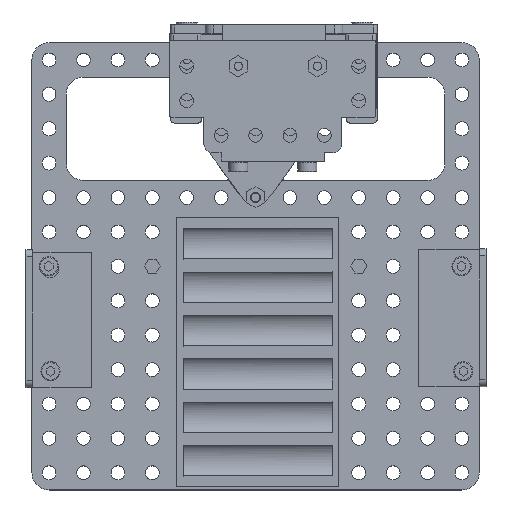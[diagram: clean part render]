
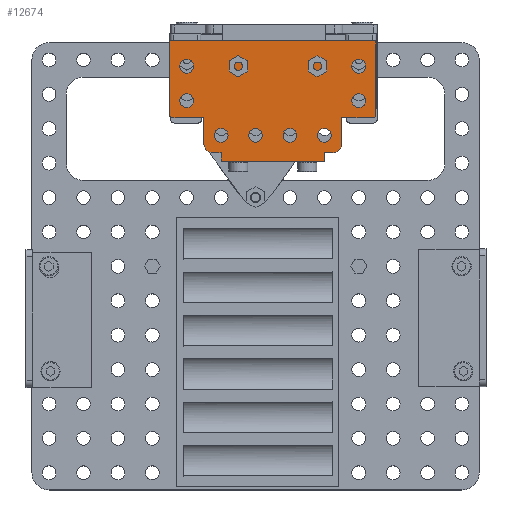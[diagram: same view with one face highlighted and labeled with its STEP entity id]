
A CAD part, top view. The second image highlights one B-rep face of the part: STEP entity #12674.
In plain terms, the highlighted face is planar.
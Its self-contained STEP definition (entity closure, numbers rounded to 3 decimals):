
#524=FACE_BOUND('',#2396,.T.);
#525=FACE_BOUND('',#2397,.T.);
#526=FACE_BOUND('',#2398,.T.);
#527=FACE_BOUND('',#2399,.T.);
#528=FACE_BOUND('',#2400,.T.);
#529=FACE_BOUND('',#2401,.T.);
#530=FACE_BOUND('',#2402,.T.);
#531=FACE_BOUND('',#2403,.T.);
#901=CIRCLE('',#13467,1.);
#902=CIRCLE('',#13468,2.5);
#903=CIRCLE('',#13469,2.5);
#904=CIRCLE('',#13470,1.);
#905=CIRCLE('',#13471,2.);
#906=CIRCLE('',#13472,2.);
#907=CIRCLE('',#13473,2.);
#908=CIRCLE('',#13474,2.);
#909=CIRCLE('',#13475,2.);
#910=CIRCLE('',#13476,2.);
#911=CIRCLE('',#13477,2.);
#912=CIRCLE('',#13478,2.);
#1683=FACE_OUTER_BOUND('',#2395,.T.);
#2395=EDGE_LOOP('',(#8670,#8671,#8672,#8673,#8674,#8675,#8676,#8677,#8678,
#8679,#8680,#8681,#8682,#8683,#8684,#8685,#8686,#8687,#8688,#8689));
#2396=EDGE_LOOP('',(#8690));
#2397=EDGE_LOOP('',(#8691));
#2398=EDGE_LOOP('',(#8692));
#2399=EDGE_LOOP('',(#8693));
#2400=EDGE_LOOP('',(#8694));
#2401=EDGE_LOOP('',(#8695));
#2402=EDGE_LOOP('',(#8696));
#2403=EDGE_LOOP('',(#8697));
#3480=LINE('',#19008,#4525);
#3486=LINE('',#19020,#4531);
#3487=LINE('',#19023,#4532);
#3491=LINE('',#19030,#4536);
#3496=LINE('',#19040,#4541);
#3499=LINE('',#19046,#4544);
#3500=LINE('',#19048,#4545);
#3501=LINE('',#19052,#4546);
#3502=LINE('',#19054,#4547);
#3503=LINE('',#19058,#4548);
#3504=LINE('',#19060,#4549);
#3505=LINE('',#19062,#4550);
#3506=LINE('',#19064,#4551);
#3507=LINE('',#19066,#4552);
#3508=LINE('',#19070,#4553);
#3509=LINE('',#19072,#4554);
#4525=VECTOR('',#14965,10.);
#4531=VECTOR('',#14973,10.);
#4532=VECTOR('',#14976,10.);
#4536=VECTOR('',#14982,10.);
#4541=VECTOR('',#14989,10.);
#4544=VECTOR('',#14994,10.);
#4545=VECTOR('',#14995,10.);
#4546=VECTOR('',#14998,10.);
#4547=VECTOR('',#14999,10.);
#4548=VECTOR('',#15002,10.);
#4549=VECTOR('',#15003,10.);
#4550=VECTOR('',#15004,10.);
#4551=VECTOR('',#15005,10.);
#4552=VECTOR('',#15006,10.);
#4553=VECTOR('',#15009,10.);
#4554=VECTOR('',#15010,10.);
#5569=VERTEX_POINT('',#19004);
#5571=VERTEX_POINT('',#19007);
#5574=VERTEX_POINT('',#19014);
#5576=VERTEX_POINT('',#19018);
#5577=VERTEX_POINT('',#19022);
#5583=VERTEX_POINT('',#19039);
#5585=VERTEX_POINT('',#19045);
#5586=VERTEX_POINT('',#19047);
#5587=VERTEX_POINT('',#19049);
#5588=VERTEX_POINT('',#19051);
#5589=VERTEX_POINT('',#19053);
#5590=VERTEX_POINT('',#19055);
#5591=VERTEX_POINT('',#19057);
#5592=VERTEX_POINT('',#19059);
#5593=VERTEX_POINT('',#19061);
#5594=VERTEX_POINT('',#19063);
#5595=VERTEX_POINT('',#19065);
#5596=VERTEX_POINT('',#19067);
#5597=VERTEX_POINT('',#19069);
#5598=VERTEX_POINT('',#19071);
#5599=VERTEX_POINT('',#19074);
#5600=VERTEX_POINT('',#19076);
#5601=VERTEX_POINT('',#19078);
#5602=VERTEX_POINT('',#19080);
#5603=VERTEX_POINT('',#19082);
#5604=VERTEX_POINT('',#19084);
#5605=VERTEX_POINT('',#19086);
#5606=VERTEX_POINT('',#19088);
#6801=EDGE_CURVE('',#5569,#5571,#3480,.T.);
#6807=EDGE_CURVE('',#5576,#5574,#3486,.T.);
#6808=EDGE_CURVE('',#5577,#5576,#3487,.T.);
#6812=EDGE_CURVE('',#5571,#5577,#3491,.T.);
#6817=EDGE_CURVE('',#5583,#5574,#3496,.T.);
#6820=EDGE_CURVE('',#5569,#5585,#3499,.T.);
#6821=EDGE_CURVE('',#5585,#5586,#3500,.T.);
#6822=EDGE_CURVE('',#5587,#5586,#901,.T.);
#6823=EDGE_CURVE('',#5588,#5587,#3501,.T.);
#6824=EDGE_CURVE('',#5589,#5588,#3502,.T.);
#6825=EDGE_CURVE('',#5590,#5589,#902,.T.);
#6826=EDGE_CURVE('',#5590,#5591,#3503,.T.);
#6827=EDGE_CURVE('',#5592,#5591,#3504,.T.);
#6828=EDGE_CURVE('',#5593,#5592,#3505,.T.);
#6829=EDGE_CURVE('',#5594,#5593,#3506,.T.);
#6830=EDGE_CURVE('',#5594,#5595,#3507,.T.);
#6831=EDGE_CURVE('',#5596,#5595,#903,.T.);
#6832=EDGE_CURVE('',#5597,#5596,#3508,.T.);
#6833=EDGE_CURVE('',#5598,#5597,#3509,.T.);
#6834=EDGE_CURVE('',#5583,#5598,#904,.T.);
#6835=EDGE_CURVE('',#5599,#5599,#905,.T.);
#6836=EDGE_CURVE('',#5600,#5600,#906,.T.);
#6837=EDGE_CURVE('',#5601,#5601,#907,.T.);
#6838=EDGE_CURVE('',#5602,#5602,#908,.T.);
#6839=EDGE_CURVE('',#5603,#5603,#909,.T.);
#6840=EDGE_CURVE('',#5604,#5604,#910,.T.);
#6841=EDGE_CURVE('',#5605,#5605,#911,.T.);
#6842=EDGE_CURVE('',#5606,#5606,#912,.T.);
#8670=ORIENTED_EDGE('',*,*,#6807,.F.);
#8671=ORIENTED_EDGE('',*,*,#6808,.F.);
#8672=ORIENTED_EDGE('',*,*,#6812,.F.);
#8673=ORIENTED_EDGE('',*,*,#6801,.F.);
#8674=ORIENTED_EDGE('',*,*,#6820,.T.);
#8675=ORIENTED_EDGE('',*,*,#6821,.T.);
#8676=ORIENTED_EDGE('',*,*,#6822,.F.);
#8677=ORIENTED_EDGE('',*,*,#6823,.F.);
#8678=ORIENTED_EDGE('',*,*,#6824,.F.);
#8679=ORIENTED_EDGE('',*,*,#6825,.F.);
#8680=ORIENTED_EDGE('',*,*,#6826,.T.);
#8681=ORIENTED_EDGE('',*,*,#6827,.F.);
#8682=ORIENTED_EDGE('',*,*,#6828,.F.);
#8683=ORIENTED_EDGE('',*,*,#6829,.F.);
#8684=ORIENTED_EDGE('',*,*,#6830,.T.);
#8685=ORIENTED_EDGE('',*,*,#6831,.F.);
#8686=ORIENTED_EDGE('',*,*,#6832,.F.);
#8687=ORIENTED_EDGE('',*,*,#6833,.F.);
#8688=ORIENTED_EDGE('',*,*,#6834,.F.);
#8689=ORIENTED_EDGE('',*,*,#6817,.T.);
#8690=ORIENTED_EDGE('',*,*,#6835,.F.);
#8691=ORIENTED_EDGE('',*,*,#6836,.F.);
#8692=ORIENTED_EDGE('',*,*,#6837,.F.);
#8693=ORIENTED_EDGE('',*,*,#6838,.F.);
#8694=ORIENTED_EDGE('',*,*,#6839,.F.);
#8695=ORIENTED_EDGE('',*,*,#6840,.F.);
#8696=ORIENTED_EDGE('',*,*,#6841,.F.);
#8697=ORIENTED_EDGE('',*,*,#6842,.F.);
#12343=PLANE('',#13466);
#12674=ADVANCED_FACE('',(#1683,#524,#525,#526,#527,#528,#529,#530,#531),
#12343,.F.);
#13466=AXIS2_PLACEMENT_3D('',#19044,#14992,#14993);
#13467=AXIS2_PLACEMENT_3D('',#19050,#14996,#14997);
#13468=AXIS2_PLACEMENT_3D('',#19056,#15000,#15001);
#13469=AXIS2_PLACEMENT_3D('',#19068,#15007,#15008);
#13470=AXIS2_PLACEMENT_3D('',#19073,#15011,#15012);
#13471=AXIS2_PLACEMENT_3D('',#19075,#15013,#15014);
#13472=AXIS2_PLACEMENT_3D('',#19077,#15015,#15016);
#13473=AXIS2_PLACEMENT_3D('',#19079,#15017,#15018);
#13474=AXIS2_PLACEMENT_3D('',#19081,#15019,#15020);
#13475=AXIS2_PLACEMENT_3D('',#19083,#15021,#15022);
#13476=AXIS2_PLACEMENT_3D('',#19085,#15023,#15024);
#13477=AXIS2_PLACEMENT_3D('',#19087,#15025,#15026);
#13478=AXIS2_PLACEMENT_3D('',#19089,#15027,#15028);
#14965=DIRECTION('',(0.,-1.,0.));
#14973=DIRECTION('',(-1.,0.,0.));
#14976=DIRECTION('',(0.,1.,0.));
#14982=DIRECTION('',(1.,0.,0.));
#14989=DIRECTION('',(0.,-1.,0.));
#14992=DIRECTION('center_axis',(0.,0.,1.));
#14993=DIRECTION('ref_axis',(1.,0.,0.));
#14994=DIRECTION('',(-1.,0.,0.));
#14995=DIRECTION('',(0.,1.,0.));
#14996=DIRECTION('center_axis',(0.,0.,1.));
#14997=DIRECTION('ref_axis',(0.,1.,0.));
#14998=DIRECTION('',(-1.,0.,0.));
#14999=DIRECTION('',(0.,-1.,0.));
#15000=DIRECTION('center_axis',(0.,0.,1.));
#15001=DIRECTION('ref_axis',(0.,1.,0.));
#15002=DIRECTION('',(1.,0.,0.));
#15003=DIRECTION('',(0.,-1.,0.));
#15004=DIRECTION('',(-1.,0.,0.));
#15005=DIRECTION('',(0.,1.,0.));
#15006=DIRECTION('',(1.,0.,0.));
#15007=DIRECTION('center_axis',(0.,0.,1.));
#15008=DIRECTION('ref_axis',(1.,0.,0.));
#15009=DIRECTION('',(0.,1.,0.));
#15010=DIRECTION('',(-1.,0.,0.));
#15011=DIRECTION('center_axis',(0.,0.,1.));
#15012=DIRECTION('ref_axis',(1.,0.,0.));
#15013=DIRECTION('center_axis',(0.,0.,-1.));
#15014=DIRECTION('ref_axis',(1.,0.,0.));
#15015=DIRECTION('center_axis',(0.,0.,-1.));
#15016=DIRECTION('ref_axis',(1.,0.,0.));
#15017=DIRECTION('center_axis',(0.,0.,-1.));
#15018=DIRECTION('ref_axis',(1.,0.,0.));
#15019=DIRECTION('center_axis',(0.,0.,-1.));
#15020=DIRECTION('ref_axis',(1.,0.,0.));
#15021=DIRECTION('center_axis',(0.,0.,-1.));
#15022=DIRECTION('ref_axis',(1.,0.,0.));
#15023=DIRECTION('center_axis',(0.,0.,-1.));
#15024=DIRECTION('ref_axis',(1.,0.,0.));
#15025=DIRECTION('center_axis',(0.,0.,-1.));
#15026=DIRECTION('ref_axis',(1.,0.,0.));
#15027=DIRECTION('center_axis',(0.,0.,-1.));
#15028=DIRECTION('ref_axis',(1.,0.,0.));
#19004=CARTESIAN_POINT('',(-39.992,9.,0.));
#19007=CARTESIAN_POINT('',(-39.992,6.5,0.));
#19008=CARTESIAN_POINT('',(-39.992,9.,0.));
#19014=CARTESIAN_POINT('',(20.,9.,0.));
#19018=CARTESIAN_POINT('',(20.008,9.,0.));
#19020=CARTESIAN_POINT('',(20.008,9.,0.));
#19022=CARTESIAN_POINT('',(20.008,6.5,0.));
#19023=CARTESIAN_POINT('',(20.008,6.5,0.));
#19030=CARTESIAN_POINT('',(-39.992,6.5,0.));
#19039=CARTESIAN_POINT('',(20.,27.9,0.));
#19040=CARTESIAN_POINT('',(20.,27.9,0.));
#19044=CARTESIAN_POINT('Origin',(-10.,24.,0.));
#19045=CARTESIAN_POINT('',(-40.,9.,0.));
#19046=CARTESIAN_POINT('',(20.,9.,0.));
#19047=CARTESIAN_POINT('',(-40.,27.9,0.));
#19048=CARTESIAN_POINT('',(-40.,3.,0.));
#19049=CARTESIAN_POINT('',(-39.,28.9,0.));
#19050=CARTESIAN_POINT('Origin',(-39.,27.9,0.));
#19051=CARTESIAN_POINT('',(-30.,28.9,0.));
#19052=CARTESIAN_POINT('',(-30.,28.9,0.));
#19053=CARTESIAN_POINT('',(-30.,36.5,0.));
#19054=CARTESIAN_POINT('',(-30.,36.5,0.));
#19055=CARTESIAN_POINT('',(-27.5,39.,0.));
#19056=CARTESIAN_POINT('Origin',(-27.5,36.5,0.));
#19057=CARTESIAN_POINT('',(-25.,39.,0.));
#19058=CARTESIAN_POINT('',(-27.5,39.,0.));
#19059=CARTESIAN_POINT('',(-25.,41.5,0.));
#19060=CARTESIAN_POINT('',(-25.,41.5,0.));
#19061=CARTESIAN_POINT('',(5.,41.5,0.));
#19062=CARTESIAN_POINT('',(5.,41.5,0.));
#19063=CARTESIAN_POINT('',(5.,39.,0.));
#19064=CARTESIAN_POINT('',(5.,39.,0.));
#19065=CARTESIAN_POINT('',(7.5,39.,0.));
#19066=CARTESIAN_POINT('',(-27.5,39.,0.));
#19067=CARTESIAN_POINT('',(10.,36.5,0.));
#19068=CARTESIAN_POINT('Origin',(7.5,36.5,0.));
#19069=CARTESIAN_POINT('',(10.,28.9,0.));
#19070=CARTESIAN_POINT('',(10.,28.9,0.));
#19071=CARTESIAN_POINT('',(19.,28.9,0.));
#19072=CARTESIAN_POINT('',(19.,28.9,0.));
#19073=CARTESIAN_POINT('Origin',(19.,27.9,0.));
#19074=CARTESIAN_POINT('',(13.,23.9,0.));
#19075=CARTESIAN_POINT('Origin',(15.,23.9,0.));
#19076=CARTESIAN_POINT('',(-7.,34.,0.));
#19077=CARTESIAN_POINT('Origin',(-5.,34.,0.));
#19078=CARTESIAN_POINT('',(13.,13.9,0.));
#19079=CARTESIAN_POINT('Origin',(15.,13.9,0.));
#19080=CARTESIAN_POINT('',(-27.,34.,0.));
#19081=CARTESIAN_POINT('Origin',(-25.,34.,0.));
#19082=CARTESIAN_POINT('',(-17.,34.,0.));
#19083=CARTESIAN_POINT('Origin',(-15.,34.,0.));
#19084=CARTESIAN_POINT('',(-37.,13.9,0.));
#19085=CARTESIAN_POINT('Origin',(-35.,13.9,0.));
#19086=CARTESIAN_POINT('',(3.,34.,0.));
#19087=CARTESIAN_POINT('Origin',(5.,34.,0.));
#19088=CARTESIAN_POINT('',(-37.,23.9,0.));
#19089=CARTESIAN_POINT('Origin',(-35.,23.9,0.));
